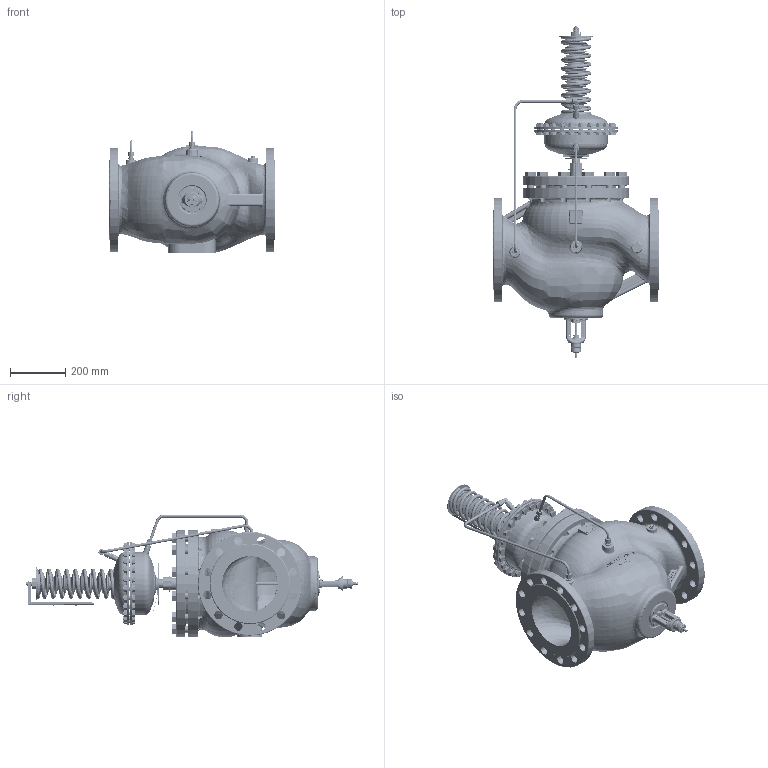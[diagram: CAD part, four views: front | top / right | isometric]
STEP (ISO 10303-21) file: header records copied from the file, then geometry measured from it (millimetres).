
FILE_DESCRIPTION((''),'2;1');
FILE_NAME('003G5585_AFQMP2_PN40_DN200_ASM','2022-04-04T14:39:39',('U369265'),(''),'CREO PARAMETRIC BY PTC INC, 2020342','CREO PARAMETRIC BY PTC INC, 2020342','');
FILE_SCHEMA(('CONFIG_CONTROL_DESIGN'));
Products named in the file (89): 88650680_VALVE_B_VFQM_DN200_PN4; 88650890_VALVE_C_VFG_DN200_PN40; 88652330_STUFFING_BOX_DN150_2_5; 3220149_1_1_2_3_4_5_6_7_8_9_10; 88652950_CV_PISTON_H_SUB_DN20_1_ASM; 88651370_SPINDLE_CV_DN200_1_1; 88652980_CV_PISTON_SUB_DN200__1_ASM; 88651210_YOKE_BODY_DN125_250__7; 88652270_SETT_SCREW_DN125-250_8; 88652750_FLOW_LABEL_DN200_1_1; 51817881_SCREW_SF_M3X5_1_1_2_10; HEX_SCREW_DIN933_M06X18_1_1__10; 88652800_POINTER_VFQM_1_1_2__10; 51840270_1_1; 51817290_M5_ZATIC_1_1_2_3_4__10; 54540510_1_1_2_3_4_5_6_7_8_9_10; 188610240_1_1_2_3_4_5_6_7_8__10; WALTER_CONNECTION_1_1_2_3_4__10; WALTER_PROFILE_RING_1_1_2_3__10; WALTER_CONNECTION_NUT_1_1_2__10; 8863078_ASM_1_1_2_3_4_5_6_7__10_ASM; 88653330_VFQM_DN200_PN40_ASM_1_ASM; 88670150_HOUSING320_PN40_MINU_5; 88673400_TUBE_FI38X10X62_MIN_10; 88671680_PRESSURE_CONNEC-186875; WELD_PRESS_CON_6MM_1_1_2_3_4_10; WELD_320_6MM_INST_AF0_1_1_2_3_5; WELD_320_6MM_2_INST_AF0_1_1_2_5; 88671550_COVER320_PN40_MINUS__5_ASM; 88670140_HOUSING320_PN40_IPLU_5; 88671680_PRESSURE_CONNEC-192373; 88673410_TUBE_FI38X10X33_AF0__5; WELD_320_6MM_INST_1_1_2_3_4_5; WELD_320_6MM_2_INST_1_1_2_3_4_5; WELD_PRESS_CON_6MM_AF0_1_1_2__5; 88671540_COVER320_PN40_PLUS_A_5_ASM; 88671040_SETTING_SPINDLE_PA__10; 88670600_CONNECTING_NUT_G1_1_10; 88670800_SETTING_NUT_IPA_1_1_10; 5521168_1_1_2_3_4_5_6_7_8_9__87 ...
Assembly tree (182 placements, depth 6):
  003G5585_AFQMP2_PN40_DN200_ASM
    003G5585_AFQMP2_PN40_DN200_ASM__ASM
      88653330_VFQM_DN200_PN40_ASM_1_ASM
        88650680_VALVE_B_VFQM_DN200_PN4
        88650890_VALVE_C_VFG_DN200_PN40
        88652950_CV_PISTON_H_SUB_DN20_1_ASM
          88652330_STUFFING_BOX_DN150_2_5
          3220149_1_1_2_3_4_5_6_7_8_9_10
        88652980_CV_PISTON_SUB_DN200__1_ASM
          88651370_SPINDLE_CV_DN200_1_1
        88651210_YOKE_BODY_DN125_250__7
        88652270_SETT_SCREW_DN125-250_8
        88652750_FLOW_LABEL_DN200_1_1
        51817881_SCREW_SF_M3X5_1_1_2_10  x2
        HEX_SCREW_DIN933_M06X18_1_1__10  x4
        88652800_POINTER_VFQM_1_1_2__10
        51840270_1_1  x12
        51817290_M5_ZATIC_1_1_2_3_4__10
        54540510_1_1_2_3_4_5_6_7_8_9_10  x3
        188610240_1_1_2_3_4_5_6_7_8__10
        8863078_ASM_1_1_2_3_4_5_6_7__10_ASM  x2
          WALTER_CONNECTION_1_1_2_3_4__10
          WALTER_PROFILE_RING_1_1_2_3__10
          WALTER_CONNECTION_NUT_1_1_2__10
      003G5619_AFP2_PN40_320CM2_ASM_6_ASM
        88671550_COVER320_PN40_MINUS__5_ASM
          88670150_HOUSING320_PN40_MINU_5
          88673400_TUBE_FI38X10X62_MIN_10
          88671680_PRESSURE_CONNEC-186875
          WELD_PRESS_CON_6MM_1_1_2_3_4_10
          WELD_320_6MM_INST_AF0_1_1_2_3_5
          WELD_320_6MM_2_INST_AF0_1_1_2_5
        88671540_COVER320_PN40_PLUS_A_5_ASM
          88670140_HOUSING320_PN40_IPLU_5
          88671680_PRESSURE_CONNEC-192373
          88673410_TUBE_FI38X10X33_AF0__5
          WELD_320_6MM_INST_1_1_2_3_4_5
          WELD_320_6MM_2_INST_1_1_2_3_4_5
          WELD_PRESS_CON_6MM_AF0_1_1_2__5
        88671040_SETTING_SPINDLE_PA__10
        88670600_CONNECTING_NUT_G1_1_10
        88670800_SETTING_NUT_IPA_1_1_10
        5521168_1_1_2_3_4_5_6_7_8_9__86_ASM
          5521168_1_1_2_3_4_5_6_7_8_9__87
          5521168_1_1_2_3_4_5_6_7_8_9__88
          5521168_1_1_2_3_4_5_6_7_8_9__89
          5521168_1_1_2_3_4_5_6_7_8_9__90
          5521168_1_1_2_3_4_5_6_7_8_9__91
          5521168_1_1_2_3_4_5_6_7_8_9__92
          5521168_1_1_2_3_4_5_6_7_8_9__93
          5521168_1_1_2_3_4_5_6_7_8_9__94
          5521168_1_1_2_3_4_5_6_7_8_9__95
          5521168_1_1_2_3_4_5_6_7_8_9__96
          5521168_1_1_2_3_4_5_6_7_8_9__97
          5521168_1_1_2_3_4_5_6_7_8_9__98
          5521168_1_1_2_3_4_5_6_7_8_9__99
          5521168_1_1_2_3_4_5_6_7_8_9_100
          5521168_1_1_2_3_4_5_6_7_8_9_101
          5521168_1_1_2_3_4_5_6_7_8_9_102
          5521168_1_1_2_3_4_5_6_7_8_9_103
Bounding box: 600 x 1199.2 x 441.9 mm (x, y, z)
Volume: 30969518 mm3; surface area: 3736581.1 mm2
Topology: 175 solids, 175 shells, 7700 faces, 19717 edges, 12435 vertices
Faces by surface type: plane 3204, cylinder 1574, cone 1564, torus 602, bspline 505, extrusion 155, sphere 94, revolution 2
Entity records: 247310 total; most frequent: CARTESIAN_POINT 116678, ORIENTED_EDGE 28120, DIRECTION 25374, EDGE_CURVE 14060, AXIS2_PLACEMENT_3D 9478, VERTEX_POINT 9089, VECTOR 6416, LINE 6261
